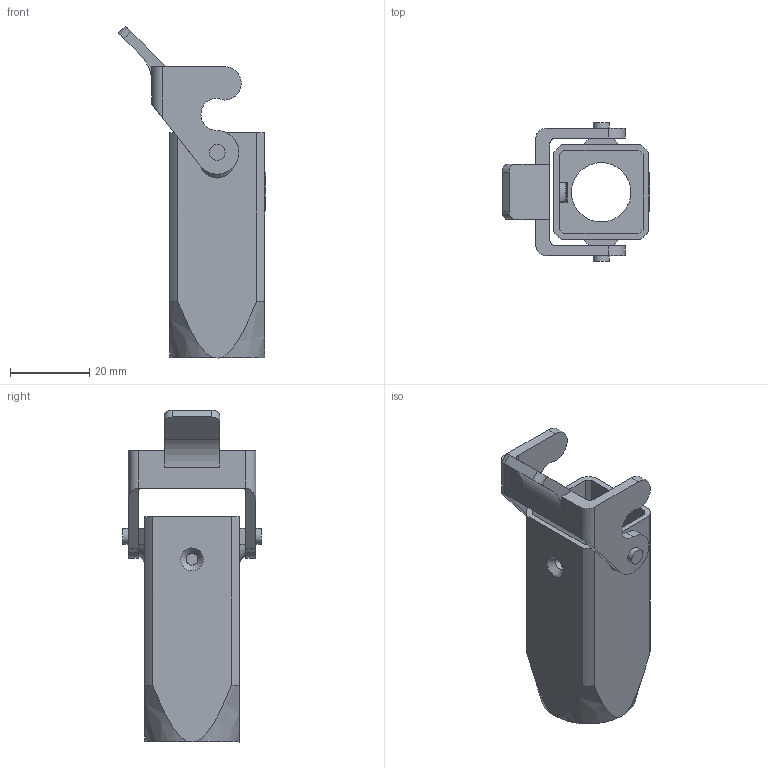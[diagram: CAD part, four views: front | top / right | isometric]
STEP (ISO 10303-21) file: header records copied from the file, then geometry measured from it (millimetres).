
FILE_DESCRIPTION(/* description */ (''),/* implementation_level */ '2;1');
FILE_NAME(/* name */ '100101577ugm000_d.stp',/* time_stamp */ '2020-11-24T10:06:50+01:00',/* author */ (''),/* organization */ (''),/* preprocessor_version */ 'ST-DEVELOPER v16.7',/* originating_system */ 'SIEMENS PLM Software NX 1911',/* authorisation */ '');
FILE_SCHEMA (('AUTOMOTIVE_DESIGN { 1 0 10303 214 3 1 1 1 }'));
Length unit declared in the file: millimetre
Products named in the file (1): 100101577ugm000_d
Bounding box: 37.32 x 35 x 83.95 mm (x, y, z)
Volume: 12342 mm3; surface area: 13535.3 mm2
Topology: 2 solids, 2 shells, 187 faces, 489 edges, 324 vertices
Faces by surface type: plane 130, cylinder 41, bspline 9, cone 7
Full cylindrical faces by diameter (mm): 0.7 x1, 0.981 x1, 3 x1, 4 x4, 5.8 x1, 15 x1, 20 x1
Entity records: 7421 total; most frequent: CARTESIAN_POINT 1530, ORIENTED_EDGE 942, DIRECTION 883, EDGE_CURVE 471, LINE 351, VECTOR 351, VERTEX_POINT 318, AXIS2_PLACEMENT_3D 266
